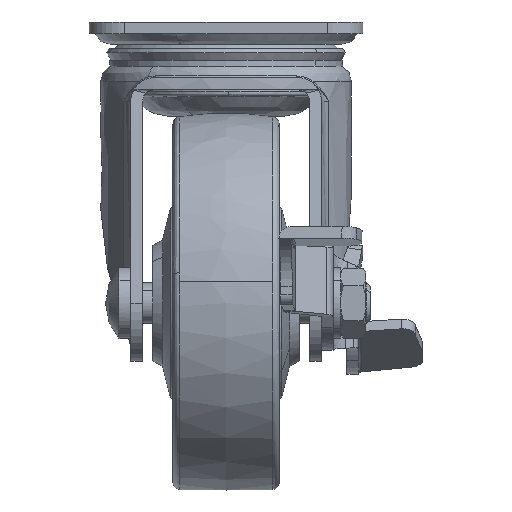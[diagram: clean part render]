
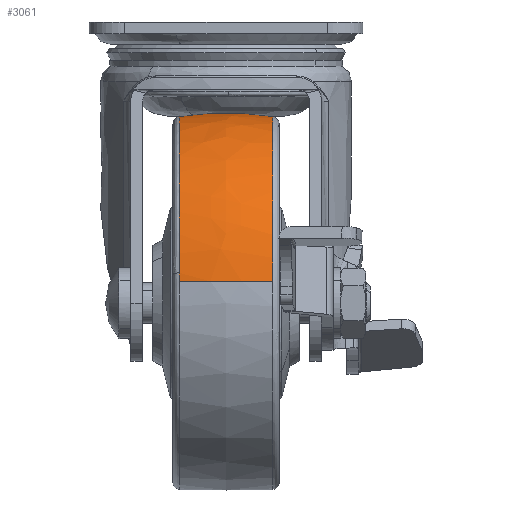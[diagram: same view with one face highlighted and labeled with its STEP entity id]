
A CAD part, left-side view. The second image highlights one B-rep face of the part: STEP entity #3061.
In plain terms, the highlighted free-form (B-spline) face has degree [2, 2] with [5, 3] control points.
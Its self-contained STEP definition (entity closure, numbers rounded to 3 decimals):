
#2395=CARTESIAN_POINT('',(0.0,-9.231,-18.714));
#2396=VERTEX_POINT('',#2395);
#2413=CARTESIAN_POINT('',(-36.54,-9.231,-51.253));
#2414=VERTEX_POINT('',#2413);
#2415=CARTESIAN_POINT('',(0.0,-9.231,-18.714));
#2416=CARTESIAN_POINT('',(-1.533,-9.231,-18.714));
#2417=CARTESIAN_POINT('',(-4.6,-9.231,-18.906));
#2418=CARTESIAN_POINT('',(-9.883,-9.231,-19.909));
#2419=CARTESIAN_POINT('',(-15.419,-9.231,-21.891));
#2420=CARTESIAN_POINT('',(-20.213,-9.231,-24.637));
#2421=CARTESIAN_POINT('',(-24.543,-9.231,-27.934));
#2422=CARTESIAN_POINT('',(-28.04,-9.231,-31.464));
#2423=CARTESIAN_POINT('',(-30.991,-9.231,-35.535));
#2424=CARTESIAN_POINT('',(-33.528,-9.231,-40.032));
#2425=CARTESIAN_POINT('',(-35.507,-9.231,-45.198));
#2426=CARTESIAN_POINT('',(-36.322,-9.231,-49.383));
#2427=CARTESIAN_POINT('',(-36.54,-9.231,-51.253));
#2428=B_SPLINE_CURVE_WITH_KNOTS('',3,(#2415,#2416,#2417,#2418,#2419,#2420,#2421,#2422,#2423,#2424,#2425,#2426,#2427),.UNSPECIFIED.,.F.,.U.,(4,1,1,1,1,1,1,1,1,1,4),(0.,4.6,9.2,16.1,22.163,25.718,32.408,37.008,40.772,47.881,53.526),.UNSPECIFIED.);
#2429=EDGE_CURVE('',#2396,#2414,#2428,.T.);
#2493=CARTESIAN_POINT('',(0.0,9.231,-18.714));
#2494=VERTEX_POINT('',#2493);
#2564=CARTESIAN_POINT('',(-36.296,9.231,-49.517));
#2565=VERTEX_POINT('',#2564);
#2576=CARTESIAN_POINT('',(0.0,9.231,-18.714));
#2577=CARTESIAN_POINT('',(-2.899,9.231,-18.714));
#2578=CARTESIAN_POINT('',(-7.146,9.231,-19.219));
#2579=CARTESIAN_POINT('',(-12.384,9.231,-20.79));
#2580=CARTESIAN_POINT('',(-15.871,9.231,-22.248));
#2581=CARTESIAN_POINT('',(-19.495,9.231,-24.203));
#2582=CARTESIAN_POINT('',(-22.921,9.231,-26.613));
#2583=CARTESIAN_POINT('',(-26.48,9.231,-29.823));
#2584=CARTESIAN_POINT('',(-29.39,9.231,-33.206));
#2585=CARTESIAN_POINT('',(-32.059,9.231,-37.269));
#2586=CARTESIAN_POINT('',(-34.626,9.231,-42.482));
#2587=CARTESIAN_POINT('',(-35.847,9.231,-46.79));
#2588=CARTESIAN_POINT('',(-36.296,9.231,-49.517));
#2589=B_SPLINE_CURVE_WITH_KNOTS('',3,(#2576,#2577,#2578,#2579,#2580,#2581,#2582,#2583,#2584,#2585,#2586,#2587,#2588),.UNSPECIFIED.,.F.,.U.,(4,1,1,1,1,1,1,1,1,1,4),(0.,8.696,12.741,16.381,20.022,25.078,28.92,34.381,38.426,43.482,51.773),.UNSPECIFIED.);
#2590=EDGE_CURVE('',#2494,#2565,#2589,.T.);
#2636=CARTESIAN_POINT('',(-36.54,9.231,-51.253));
#2637=VERTEX_POINT('',#2636);
#2655=CARTESIAN_POINT('',(-36.296,9.231,-49.517));
#2656=CARTESIAN_POINT('',(-36.391,9.231,-50.094));
#2657=CARTESIAN_POINT('',(-36.472,9.231,-50.672));
#2658=CARTESIAN_POINT('',(-36.54,9.231,-51.253));
#2659=B_SPLINE_CURVE_WITH_KNOTS('',3,(#2655,#2656,#2657,#2658),.UNSPECIFIED.,.F.,.U.,(4,4),(0.,1.753),.UNSPECIFIED.);
#2660=EDGE_CURVE('',#2565,#2637,#2659,.T.);
#3006=CARTESIAN_POINT('',(-36.54,-9.231,-51.253));
#3007=CARTESIAN_POINT('',(-37.056,-5.892,-51.193));
#3008=CARTESIAN_POINT('',(-37.486,0.293,-51.143));
#3009=CARTESIAN_POINT('',(-36.968,6.465,-51.203));
#3010=CARTESIAN_POINT('',(-36.54,9.231,-51.253));
#3011=B_SPLINE_CURVE_WITH_KNOTS('',3,(#3006,#3007,#3008,#3009,#3010),.UNSPECIFIED.,.F.,.U.,(4,1,4),(0.,10.136,18.535),.UNSPECIFIED.);
#3012=EDGE_CURVE('',#2414,#2637,#3011,.T.);
#3017=CARTESIAN_POINT('',(0.0,-9.231,-18.714));
#3018=CARTESIAN_POINT('',(0.0,-7.037,-18.373));
#3019=CARTESIAN_POINT('',(0.0,-0.879,-17.761));
#3020=CARTESIAN_POINT('',(0.0,5.32,-18.105));
#3021=CARTESIAN_POINT('',(0.0,9.231,-18.714));
#3022=B_SPLINE_CURVE_WITH_KNOTS('',3,(#3017,#3018,#3019,#3020,#3021),.UNSPECIFIED.,.F.,.U.,(4,1,4),(0.,6.661,18.535),.UNSPECIFIED.);
#3023=EDGE_CURVE('',#2396,#2494,#3022,.T.);
#3031=CARTESIAN_POINT('',(0.0,-10.164,-18.867));
#3032=CARTESIAN_POINT('',(0.0,-5.119,-18.));
#3033=CARTESIAN_POINT('',(0.0,0.,-18.0));
#3034=CARTESIAN_POINT('',(0.0,5.119,-18.));
#3035=CARTESIAN_POINT('',(0.0,10.164,-18.867));
#3036=CARTESIAN_POINT('',(-32.621,-10.164,-18.867));
#3037=CARTESIAN_POINT('',(-33.393,-5.119,-18.));
#3038=CARTESIAN_POINT('',(-33.393,0.,-18.));
#3039=CARTESIAN_POINT('',(-33.393,5.119,-18.0));
#3040=CARTESIAN_POINT('',(-32.621,10.164,-18.867));
#3041=CARTESIAN_POINT('',(-36.388,-10.164,-51.27));
#3042=CARTESIAN_POINT('',(-37.249,-5.119,-51.17));
#3043=CARTESIAN_POINT('',(-37.249,0.,-51.17));
#3044=CARTESIAN_POINT('',(-37.249,5.119,-51.17));
#3045=CARTESIAN_POINT('',(-36.388,10.164,-51.27));
#3053=(BOUNDED_SURFACE()B_SPLINE_SURFACE(2,2,((#3031,#3036,#3041),(#3032,#3037,#3042),(#3033,#3038,#3043),(#3034,#3039,#3044),(#3035,#3040,#3045)),.UNSPECIFIED.,.F.,.F.,.U.)B_SPLINE_SURFACE_WITH_KNOTS((3,2,3),(3,3),(0.0,10.429,20.858),(0.0,57.099),.UNSPECIFIED.)GEOMETRIC_REPRESENTATION_ITEM()RATIONAL_B_SPLINE_SURFACE(((0.957,0.699,0.915),(0.975,0.712,0.933),(1.0,0.731,0.957),(0.975,0.712,0.933),(0.957,0.699,0.915)))REPRESENTATION_ITEM('')SURFACE());
#3054=ORIENTED_EDGE('',*,*,#2429,.F.);
#3055=ORIENTED_EDGE('',*,*,#3023,.T.);
#3056=ORIENTED_EDGE('',*,*,#2590,.T.);
#3057=ORIENTED_EDGE('',*,*,#2660,.T.);
#3058=ORIENTED_EDGE('',*,*,#3012,.F.);
#3059=EDGE_LOOP('',(#3054,#3055,#3056,#3057,#3058));
#3060=FACE_OUTER_BOUND('',#3059,.T.);
#3061=ADVANCED_FACE('',(#3060),#3053,.T.);
